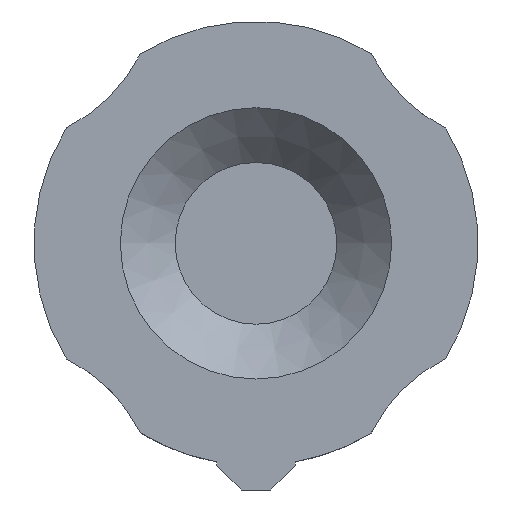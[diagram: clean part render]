
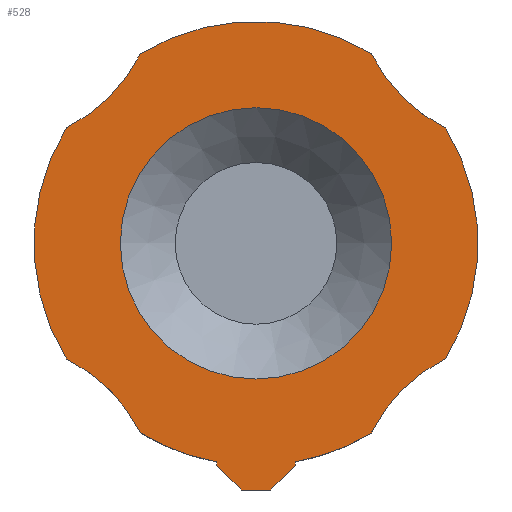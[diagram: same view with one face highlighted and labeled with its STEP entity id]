
A CAD part, front view. The second image highlights one B-rep face of the part: STEP entity #528.
In plain terms, the highlighted planar face has unit normal (0, -1, 0).
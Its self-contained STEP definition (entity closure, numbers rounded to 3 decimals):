
#42=FACE_BOUND('',#102,.T.);
#43=PLANE('',#577);
#69=FACE_OUTER_BOUND('',#101,.T.);
#101=EDGE_LOOP('',(#373,#374,#375,#376,#377,#378,#379,#380,#381,#382,#383,
#384,#385,#386));
#102=EDGE_LOOP('',(#387));
#134=LINE('',#803,#176);
#135=LINE('',#805,#177);
#136=LINE('',#807,#178);
#137=LINE('',#809,#179);
#138=LINE('',#811,#180);
#176=VECTOR('',#655,10.);
#177=VECTOR('',#656,10.);
#178=VECTOR('',#657,10.);
#179=VECTOR('',#658,10.);
#180=VECTOR('',#659,10.);
#216=CIRCLE('',#573,4.95);
#219=CIRCLE('',#578,8.1);
#220=CIRCLE('',#579,5.94);
#221=CIRCLE('',#580,8.1);
#222=CIRCLE('',#581,5.94);
#223=CIRCLE('',#582,8.1);
#224=CIRCLE('',#583,5.94);
#225=CIRCLE('',#584,8.1);
#226=CIRCLE('',#585,8.1);
#227=CIRCLE('',#586,5.94);
#234=VERTEX_POINT('',#777);
#237=VERTEX_POINT('',#787);
#238=VERTEX_POINT('',#788);
#239=VERTEX_POINT('',#790);
#240=VERTEX_POINT('',#792);
#241=VERTEX_POINT('',#794);
#242=VERTEX_POINT('',#796);
#243=VERTEX_POINT('',#798);
#244=VERTEX_POINT('',#800);
#245=VERTEX_POINT('',#802);
#246=VERTEX_POINT('',#804);
#247=VERTEX_POINT('',#806);
#248=VERTEX_POINT('',#808);
#249=VERTEX_POINT('',#810);
#250=VERTEX_POINT('',#812);
#285=EDGE_CURVE('',#234,#234,#216,.T.);
#290=EDGE_CURVE('',#237,#238,#219,.T.);
#291=EDGE_CURVE('',#238,#239,#220,.T.);
#292=EDGE_CURVE('',#239,#240,#221,.T.);
#293=EDGE_CURVE('',#240,#241,#222,.T.);
#294=EDGE_CURVE('',#241,#242,#223,.T.);
#295=EDGE_CURVE('',#242,#243,#224,.T.);
#296=EDGE_CURVE('',#243,#244,#225,.T.);
#297=EDGE_CURVE('',#244,#245,#134,.T.);
#298=EDGE_CURVE('',#245,#246,#135,.T.);
#299=EDGE_CURVE('',#246,#247,#136,.T.);
#300=EDGE_CURVE('',#247,#248,#137,.T.);
#301=EDGE_CURVE('',#248,#249,#138,.T.);
#302=EDGE_CURVE('',#249,#250,#226,.T.);
#303=EDGE_CURVE('',#250,#237,#227,.T.);
#373=ORIENTED_EDGE('',*,*,#290,.T.);
#374=ORIENTED_EDGE('',*,*,#291,.T.);
#375=ORIENTED_EDGE('',*,*,#292,.T.);
#376=ORIENTED_EDGE('',*,*,#293,.T.);
#377=ORIENTED_EDGE('',*,*,#294,.T.);
#378=ORIENTED_EDGE('',*,*,#295,.T.);
#379=ORIENTED_EDGE('',*,*,#296,.T.);
#380=ORIENTED_EDGE('',*,*,#297,.T.);
#381=ORIENTED_EDGE('',*,*,#298,.T.);
#382=ORIENTED_EDGE('',*,*,#299,.T.);
#383=ORIENTED_EDGE('',*,*,#300,.T.);
#384=ORIENTED_EDGE('',*,*,#301,.T.);
#385=ORIENTED_EDGE('',*,*,#302,.T.);
#386=ORIENTED_EDGE('',*,*,#303,.T.);
#387=ORIENTED_EDGE('',*,*,#285,.F.);
#528=ADVANCED_FACE('',(#69,#42),#43,.T.);
#573=AXIS2_PLACEMENT_3D('',#778,#629,#630);
#577=AXIS2_PLACEMENT_3D('',#786,#639,#640);
#578=AXIS2_PLACEMENT_3D('',#789,#641,#642);
#579=AXIS2_PLACEMENT_3D('',#791,#643,#644);
#580=AXIS2_PLACEMENT_3D('',#793,#645,#646);
#581=AXIS2_PLACEMENT_3D('',#795,#647,#648);
#582=AXIS2_PLACEMENT_3D('',#797,#649,#650);
#583=AXIS2_PLACEMENT_3D('',#799,#651,#652);
#584=AXIS2_PLACEMENT_3D('',#801,#653,#654);
#585=AXIS2_PLACEMENT_3D('',#813,#660,#661);
#586=AXIS2_PLACEMENT_3D('',#814,#662,#663);
#629=DIRECTION('center_axis',(0.,-1.,0.));
#630=DIRECTION('ref_axis',(1.,0.,0.));
#639=DIRECTION('center_axis',(0.,-1.,0.));
#640=DIRECTION('ref_axis',(1.,0.,0.));
#641=DIRECTION('center_axis',(0.,-1.,0.));
#642=DIRECTION('ref_axis',(0.854,0.,-0.52));
#643=DIRECTION('center_axis',(0.,1.,0.));
#644=DIRECTION('ref_axis',(-0.898,0.,-0.441));
#645=DIRECTION('center_axis',(0.,-1.,0.));
#646=DIRECTION('ref_axis',(0.52,0.,0.854));
#647=DIRECTION('center_axis',(0.,1.,0.));
#648=DIRECTION('ref_axis',(0.443,0.,-0.896));
#649=DIRECTION('center_axis',(0.,-1.,0.));
#650=DIRECTION('ref_axis',(-0.853,0.,0.521));
#651=DIRECTION('center_axis',(0.,1.,0.));
#652=DIRECTION('ref_axis',(0.896,0.,0.443));
#653=DIRECTION('center_axis',(0.,-1.,0.));
#654=DIRECTION('ref_axis',(-0.521,0.,-0.853));
#655=DIRECTION('',(0.,0.,-1.));
#656=DIRECTION('',(0.707,0.,-0.707));
#657=DIRECTION('',(1.,0.,0.));
#658=DIRECTION('',(0.707,0.,0.707));
#659=DIRECTION('',(0.,0.,1.));
#660=DIRECTION('center_axis',(0.,-1.,0.));
#661=DIRECTION('ref_axis',(0.178,0.,-0.984));
#662=DIRECTION('center_axis',(0.,1.,0.));
#663=DIRECTION('ref_axis',(-0.441,0.,0.898));
#777=CARTESIAN_POINT('',(7.354,1.5,7.482));
#778=CARTESIAN_POINT('Origin',(12.304,1.5,7.482));
#786=CARTESIAN_POINT('Origin',(12.304,1.5,7.032));
#787=CARTESIAN_POINT('',(19.224,1.5,3.273));
#788=CARTESIAN_POINT('',(19.224,1.5,11.691));
#789=CARTESIAN_POINT('Origin',(12.304,1.5,7.482));
#790=CARTESIAN_POINT('',(16.512,1.5,14.403));
#791=CARTESIAN_POINT('Origin',(21.844,1.5,17.022));
#792=CARTESIAN_POINT('',(8.082,1.5,14.395));
#793=CARTESIAN_POINT('Origin',(12.304,1.5,7.482));
#794=CARTESIAN_POINT('',(5.39,1.5,11.703));
#795=CARTESIAN_POINT('Origin',(2.758,1.5,17.028));
#796=CARTESIAN_POINT('',(5.39,1.5,3.261));
#797=CARTESIAN_POINT('Origin',(12.304,1.5,7.482));
#798=CARTESIAN_POINT('',(8.082,1.5,0.569));
#799=CARTESIAN_POINT('Origin',(2.758,1.5,-2.064));
#800=CARTESIAN_POINT('',(10.864,1.5,-0.489));
#801=CARTESIAN_POINT('Origin',(12.304,1.5,7.482));
#802=CARTESIAN_POINT('',(10.864,1.5,-0.618));
#803=CARTESIAN_POINT('',(10.864,1.5,-0.489));
#804=CARTESIAN_POINT('',(11.764,1.5,-1.518));
#805=CARTESIAN_POINT('',(10.864,1.5,-0.618));
#806=CARTESIAN_POINT('',(12.844,1.5,-1.518));
#807=CARTESIAN_POINT('',(11.764,1.5,-1.518));
#808=CARTESIAN_POINT('',(13.744,1.5,-0.618));
#809=CARTESIAN_POINT('',(12.844,1.5,-1.518));
#810=CARTESIAN_POINT('',(13.744,1.5,-0.489));
#811=CARTESIAN_POINT('',(13.744,1.5,-0.618));
#812=CARTESIAN_POINT('',(16.512,1.5,0.561));
#813=CARTESIAN_POINT('Origin',(12.304,1.5,7.482));
#814=CARTESIAN_POINT('Origin',(21.844,1.5,-2.058));
